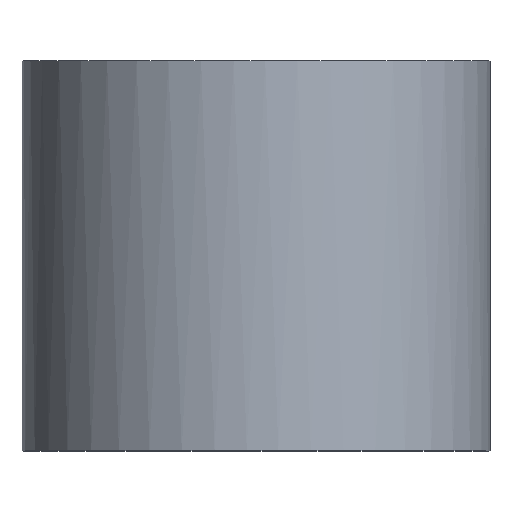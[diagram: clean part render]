
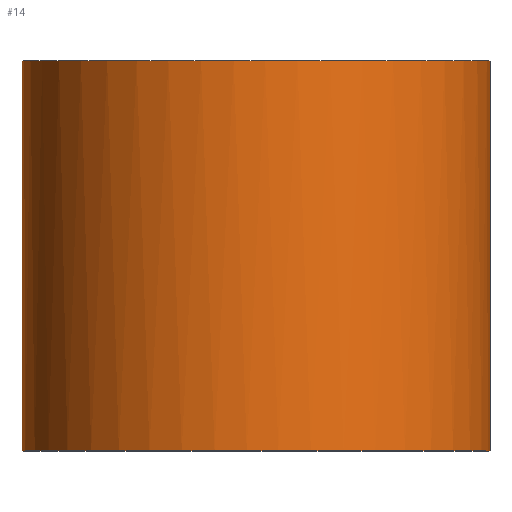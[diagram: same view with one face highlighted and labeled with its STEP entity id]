
A CAD part, top view. The second image highlights one B-rep face of the part: STEP entity #14.
In plain terms, the highlighted free-form (B-spline) face has degree [2, 1] with [5, 2] control points.
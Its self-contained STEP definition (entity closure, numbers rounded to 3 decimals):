
#14=ADVANCED_FACE('',(#18),#98,.T.);
#18=FACE_OUTER_BOUND('',#22,.T.);
#22=EDGE_LOOP('',(#26,#27,#28,#29));
#26=ORIENTED_EDGE('',*,*,#76,.T.);
#27=ORIENTED_EDGE('',*,*,#77,.T.);
#28=ORIENTED_EDGE('',*,*,#78,.T.);
#29=ORIENTED_EDGE('',*,*,#79,.T.);
#38=PCURVE('',#98,#50);
#39=PCURVE('',#98,#51);
#40=PCURVE('',#98,#52);
#41=PCURVE('',#98,#53);
#43=PCURVE('',#96,#55);
#44=PCURVE('',#97,#56);
#47=PCURVE('',#99,#59);
#49=PCURVE('',#99,#61);
#50=DEFINITIONAL_REPRESENTATION('',(#62),#287);
#51=DEFINITIONAL_REPRESENTATION('',(#63),#287);
#52=DEFINITIONAL_REPRESENTATION('',(#64),#287);
#53=DEFINITIONAL_REPRESENTATION('',(#65),#287);
#55=DEFINITIONAL_REPRESENTATION('',(#88),#287);
#56=DEFINITIONAL_REPRESENTATION('',(#89),#287);
#59=DEFINITIONAL_REPRESENTATION('',(#67),#287);
#61=DEFINITIONAL_REPRESENTATION('',(#69),#287);
#62=B_SPLINE_CURVE_WITH_KNOTS('',1,(#228,#229),.UNSPECIFIED.,.F.,.F.,(2,
2),(0.,10.),.UNSPECIFIED.);
#63=B_SPLINE_CURVE_WITH_KNOTS('',1,(#235,#236),.UNSPECIFIED.,.F.,.F.,(2,
2),(-18.85,0.),.UNSPECIFIED.);
#64=B_SPLINE_CURVE_WITH_KNOTS('',1,(#239,#240),.UNSPECIFIED.,.F.,.F.,(2,
2),(-10.,0.),.UNSPECIFIED.);
#65=B_SPLINE_CURVE_WITH_KNOTS('',1,(#246,#247),.UNSPECIFIED.,.F.,.F.,(2,
2),(0.,18.85),.UNSPECIFIED.);
#67=B_SPLINE_CURVE_WITH_KNOTS('',1,(#280,#281),.UNSPECIFIED.,.F.,.F.,(2,
2),(-10.,0.),.UNSPECIFIED.);
#69=B_SPLINE_CURVE_WITH_KNOTS('',1,(#284,#285),.UNSPECIFIED.,.F.,.F.,(2,
2),(0.,10.),.UNSPECIFIED.);
#70=SURFACE_CURVE('',#82,(#38,#49),.PCURVE_S1.);
#71=SURFACE_CURVE('',#83,(#39,#44),.PCURVE_S1.);
#72=SURFACE_CURVE('',#84,(#40,#47),.PCURVE_S1.);
#73=SURFACE_CURVE('',#85,(#41,#43),.PCURVE_S1.);
#76=EDGE_CURVE('',#94,#95,#70,.T.);
#77=EDGE_CURVE('',#95,#93,#71,.T.);
#78=EDGE_CURVE('',#93,#92,#72,.T.);
#79=EDGE_CURVE('',#92,#94,#73,.T.);
#82=(
BOUNDED_CURVE()
B_SPLINE_CURVE(1,(#226,#227),.UNSPECIFIED.,.F.,.F.)
B_SPLINE_CURVE_WITH_KNOTS((2,2),(0.,10.),.UNSPECIFIED.)
CURVE()
GEOMETRIC_REPRESENTATION_ITEM()
RATIONAL_B_SPLINE_CURVE((1.,1.))
REPRESENTATION_ITEM('')
);
#83=(
BOUNDED_CURVE()
B_SPLINE_CURVE(2,(#230,#231,#232,#233,#234),.UNSPECIFIED.,.F.,.F.)
B_SPLINE_CURVE_WITH_KNOTS((3,2,3),(-18.85,-9.425,
0.),.UNSPECIFIED.)
CURVE()
GEOMETRIC_REPRESENTATION_ITEM()
RATIONAL_B_SPLINE_CURVE((1.,0.707,1.,0.707,1.))
REPRESENTATION_ITEM('')
);
#84=(
BOUNDED_CURVE()
B_SPLINE_CURVE(1,(#237,#238),.UNSPECIFIED.,.F.,.F.)
B_SPLINE_CURVE_WITH_KNOTS((2,2),(-10.,0.),.UNSPECIFIED.)
CURVE()
GEOMETRIC_REPRESENTATION_ITEM()
RATIONAL_B_SPLINE_CURVE((1.,1.))
REPRESENTATION_ITEM('')
);
#85=(
BOUNDED_CURVE()
B_SPLINE_CURVE(2,(#241,#242,#243,#244,#245),.UNSPECIFIED.,.F.,.F.)
B_SPLINE_CURVE_WITH_KNOTS((3,2,3),(0.,9.425,18.85),
 .UNSPECIFIED.)
CURVE()
GEOMETRIC_REPRESENTATION_ITEM()
RATIONAL_B_SPLINE_CURVE((1.,0.707,1.,0.707,1.))
REPRESENTATION_ITEM('')
);
#88=(
BOUNDED_CURVE()
B_SPLINE_CURVE(2,(#258,#259,#260,#261,#262),.UNSPECIFIED.,.F.,.F.)
B_SPLINE_CURVE_WITH_KNOTS((3,2,3),(0.,9.425,18.85),
 .UNSPECIFIED.)
CURVE()
GEOMETRIC_REPRESENTATION_ITEM()
RATIONAL_B_SPLINE_CURVE((1.,0.707,1.,0.707,1.))
REPRESENTATION_ITEM('')
);
#89=(
BOUNDED_CURVE()
B_SPLINE_CURVE(2,(#263,#264,#265,#266,#267),.UNSPECIFIED.,.F.,.F.)
B_SPLINE_CURVE_WITH_KNOTS((3,2,3),(-18.85,-9.425,
0.),.UNSPECIFIED.)
CURVE()
GEOMETRIC_REPRESENTATION_ITEM()
RATIONAL_B_SPLINE_CURVE((1.,0.707,1.,0.707,1.))
REPRESENTATION_ITEM('')
);
#92=VERTEX_POINT('',#222);
#93=VERTEX_POINT('',#223);
#94=VERTEX_POINT('',#224);
#95=VERTEX_POINT('',#225);
#96=B_SPLINE_SURFACE_WITH_KNOTS('',1,1,((#204,#205),(#206,#207)),
 .UNSPECIFIED.,.F.,.F.,.F.,(2,2),(2,2),(-7.5,7.5),(-13.5,1.5),
 .UNSPECIFIED.);
#97=B_SPLINE_SURFACE_WITH_KNOTS('',1,1,((#208,#209),(#210,#211)),
 .UNSPECIFIED.,.F.,.F.,.F.,(2,2),(2,2),(-13.5,1.5),(-7.5,7.5),
 .UNSPECIFIED.);
#98=(
BOUNDED_SURFACE()
B_SPLINE_SURFACE(2,1,((#194,#195),(#196,#197),(#198,#199),(#200,#201),(#202,
#203)),.UNSPECIFIED.,.F.,.F.,.F.)
B_SPLINE_SURFACE_WITH_KNOTS((3,2,3),(2,2),(0.,9.425,18.85),
(0.,10.),.UNSPECIFIED.)
GEOMETRIC_REPRESENTATION_ITEM()
RATIONAL_B_SPLINE_SURFACE(((1.,1.),(0.707,0.707),
(1.,1.),(0.707,0.707),(1.,1.)))
REPRESENTATION_ITEM('')
SURFACE()
);
#99=(
BOUNDED_SURFACE()
B_SPLINE_SURFACE(2,1,((#212,#213),(#214,#215),(#216,#217),(#218,#219),(#220,
#221)),.UNSPECIFIED.,.F.,.F.,.F.)
B_SPLINE_SURFACE_WITH_KNOTS((3,2,3),(2,2),(18.85,28.274,
37.699),(0.,10.),.UNSPECIFIED.)
GEOMETRIC_REPRESENTATION_ITEM()
RATIONAL_B_SPLINE_SURFACE(((1.,1.),(0.707,0.707),
(1.,1.),(0.707,0.707),(1.,1.)))
REPRESENTATION_ITEM('')
SURFACE()
);
#194=CARTESIAN_POINT('',(6.,20.,0.));
#195=CARTESIAN_POINT('',(6.,10.,0.));
#196=CARTESIAN_POINT('',(6.,20.,6.));
#197=CARTESIAN_POINT('',(6.,10.,6.));
#198=CARTESIAN_POINT('',(0.,20.,6.));
#199=CARTESIAN_POINT('',(0.,10.,6.));
#200=CARTESIAN_POINT('',(-6.,20.,6.));
#201=CARTESIAN_POINT('',(-6.,10.,6.));
#202=CARTESIAN_POINT('',(-6.,20.,0.));
#203=CARTESIAN_POINT('',(-6.,10.,0.));
#204=CARTESIAN_POINT('',(-7.5,20.,-7.5));
#205=CARTESIAN_POINT('',(7.5,20.,-7.5));
#206=CARTESIAN_POINT('',(-7.5,20.,7.5));
#207=CARTESIAN_POINT('',(7.5,20.,7.5));
#208=CARTESIAN_POINT('',(-7.5,10.,-7.5));
#209=CARTESIAN_POINT('',(-7.5,10.,7.5));
#210=CARTESIAN_POINT('',(7.5,10.,-7.5));
#211=CARTESIAN_POINT('',(7.5,10.,7.5));
#212=CARTESIAN_POINT('',(-6.,20.,0.));
#213=CARTESIAN_POINT('',(-6.,10.,0.));
#214=CARTESIAN_POINT('',(-6.,20.,-6.));
#215=CARTESIAN_POINT('',(-6.,10.,-6.));
#216=CARTESIAN_POINT('',(0.,20.,-6.));
#217=CARTESIAN_POINT('',(0.,10.,-6.));
#218=CARTESIAN_POINT('',(6.,20.,-6.));
#219=CARTESIAN_POINT('',(6.,10.,-6.));
#220=CARTESIAN_POINT('',(6.,20.,0.));
#221=CARTESIAN_POINT('',(6.,10.,0.));
#222=CARTESIAN_POINT('',(6.,20.,0.));
#223=CARTESIAN_POINT('',(6.,10.,0.));
#224=CARTESIAN_POINT('',(-6.,20.,0.));
#225=CARTESIAN_POINT('',(-6.,10.,0.));
#226=CARTESIAN_POINT('',(-6.,20.,0.));
#227=CARTESIAN_POINT('',(-6.,10.,0.));
#228=CARTESIAN_POINT('',(18.85,0.));
#229=CARTESIAN_POINT('',(18.85,10.));
#230=CARTESIAN_POINT('',(-6.,10.,0.));
#231=CARTESIAN_POINT('',(-6.,10.,6.));
#232=CARTESIAN_POINT('',(0.,10.,6.));
#233=CARTESIAN_POINT('',(6.,10.,6.));
#234=CARTESIAN_POINT('',(6.,10.,0.));
#235=CARTESIAN_POINT('',(18.85,10.));
#236=CARTESIAN_POINT('',(0.,10.));
#237=CARTESIAN_POINT('',(6.,10.,0.));
#238=CARTESIAN_POINT('',(6.,20.,0.));
#239=CARTESIAN_POINT('',(0.,10.));
#240=CARTESIAN_POINT('',(0.,0.));
#241=CARTESIAN_POINT('',(6.,20.,0.));
#242=CARTESIAN_POINT('',(6.,20.,6.));
#243=CARTESIAN_POINT('',(0.,20.,6.));
#244=CARTESIAN_POINT('',(-6.,20.,6.));
#245=CARTESIAN_POINT('',(-6.,20.,0.));
#246=CARTESIAN_POINT('',(0.,0.));
#247=CARTESIAN_POINT('',(18.85,0.));
#258=CARTESIAN_POINT('',(0.,0.));
#259=CARTESIAN_POINT('',(6.,0.));
#260=CARTESIAN_POINT('',(6.,-6.));
#261=CARTESIAN_POINT('',(6.,-12.));
#262=CARTESIAN_POINT('',(0.,-12.));
#263=CARTESIAN_POINT('',(-12.,0.));
#264=CARTESIAN_POINT('',(-12.,6.));
#265=CARTESIAN_POINT('',(-6.,6.));
#266=CARTESIAN_POINT('',(0.,6.));
#267=CARTESIAN_POINT('',(0.,0.));
#280=CARTESIAN_POINT('',(37.699,10.));
#281=CARTESIAN_POINT('',(37.699,0.));
#284=CARTESIAN_POINT('',(18.85,0.));
#285=CARTESIAN_POINT('',(18.85,10.));
#287=(
GEOMETRIC_REPRESENTATION_CONTEXT(2)
PARAMETRIC_REPRESENTATION_CONTEXT()
REPRESENTATION_CONTEXT('pspace','')
);
